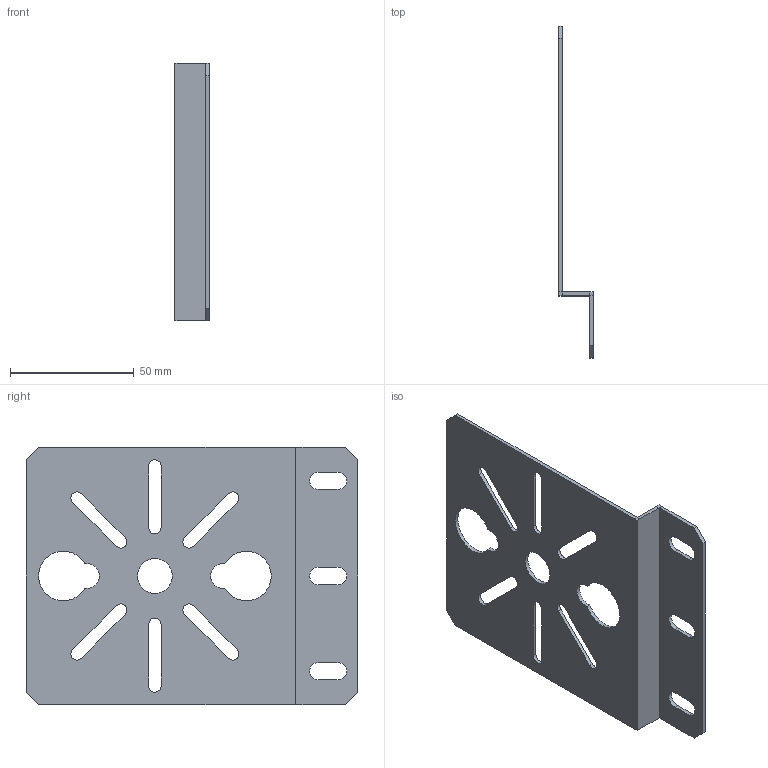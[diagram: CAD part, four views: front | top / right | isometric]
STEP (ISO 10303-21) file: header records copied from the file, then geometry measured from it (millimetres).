
FILE_DESCRIPTION (( 'STEP AP203' ), '1' );
FILE_NAME ('CLP1M-MPV-M-HDZ Ïëàñòèíà ìîíòàæíàÿ âåðòèêàëüíàÿ IEK HDZ.STEP', '2016-03-21T12:34:59', ( '' ), ( '' ), 'SwSTEP 2.0', 'SolidWorks 2014', '' );
FILE_SCHEMA (( 'CONFIG_CONTROL_DESIGN' ));
Length unit declared in the file: millimetre
Products named in the file (1): CLP1M-MPV-M-HDZ Ïëàñòèíà ìîíòàæíàÿ âåðòèêàëüíàÿ IEK HDZ
Bounding box: 14 x 134 x 104 mm (x, y, z)
Volume: 19763 mm3; surface area: 28122.4 mm2
Topology: 1 solids, 1 shells, 63 faces, 175 edges, 114 vertices
Faces by surface type: plane 40, cylinder 23
Full cylindrical faces by diameter (mm): 14 x1
Entity records: 2131 total; most frequent: CARTESIAN_POINT 352, ORIENTED_EDGE 348, DIRECTION 348, EDGE_CURVE 174, VECTOR 128, LINE 128, VERTEX_POINT 114, AXIS2_PLACEMENT_3D 110
